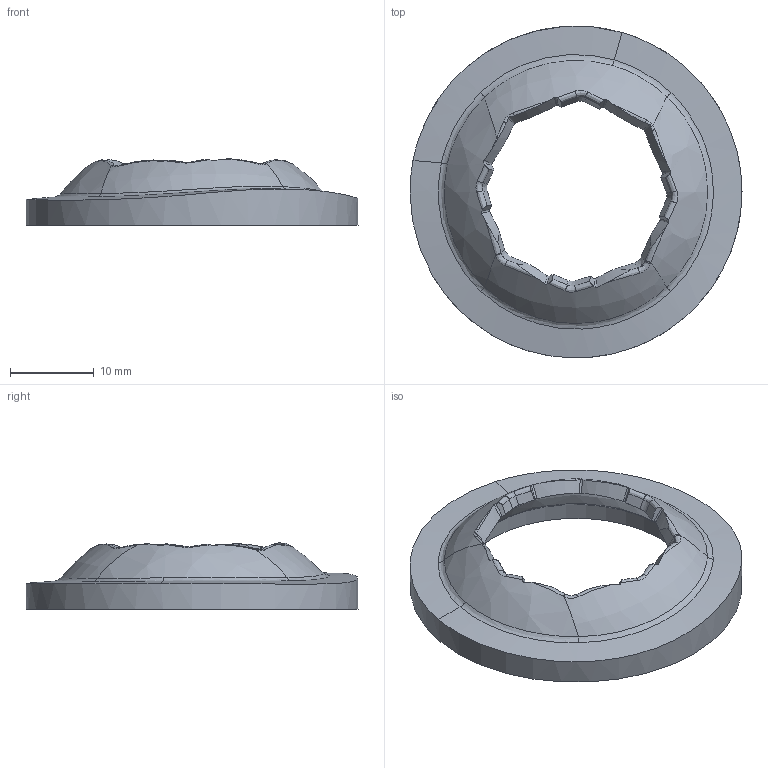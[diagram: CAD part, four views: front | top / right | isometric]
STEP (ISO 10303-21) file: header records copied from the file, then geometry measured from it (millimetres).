
FILE_DESCRIPTION(('Open CASCADE Model'),'2;1');
FILE_NAME('Open CASCADE Shape Model','2023-10-04T10:34:46',('Author'),( 'Open CASCADE'),'Open CASCADE STEP processor 7.7','Open CASCADE 7.7' ,'Unknown');
FILE_SCHEMA(('AUTOMOTIVE_DESIGN { 1 0 10303 214 1 1 1 1 }'));
Length unit declared in the file: millimetre
Products named in the file (1): Open CASCADE STEP translator 7.7 1
Bounding box: 39.7 x 39.7 x 7.92 mm (x, y, z)
Volume: 2667.5 mm3; surface area: 3014.8 mm2
Topology: 1 solids, 1 shells, 108 faces, 275 edges, 176 vertices
Faces by surface type: bspline 87, cylinder 9, plane 9, cone 2, torus 1
Full cylindrical faces by diameter (mm): 5.3 x8, 39.7 x1
Entity records: 35835 total; most frequent: CARTESIAN_POINT 31827, B_SPLINE_CURVE_WITH_KNOTS 662, ORIENTED_EDGE 550, PCURVE 550, DEFINITIONAL_REPRESENTATION 550, EDGE_CURVE 275, SURFACE_CURVE 263, DIRECTION 249
